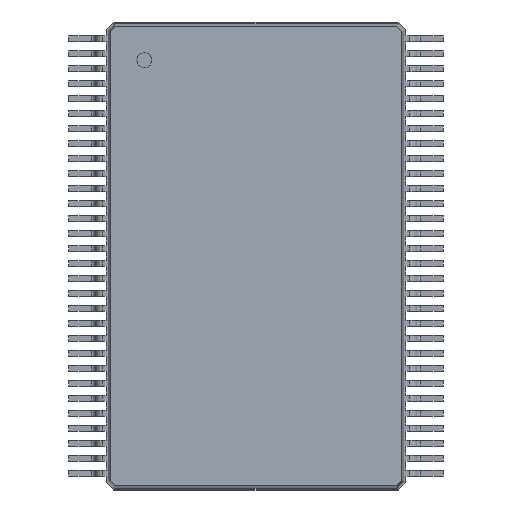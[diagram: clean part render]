
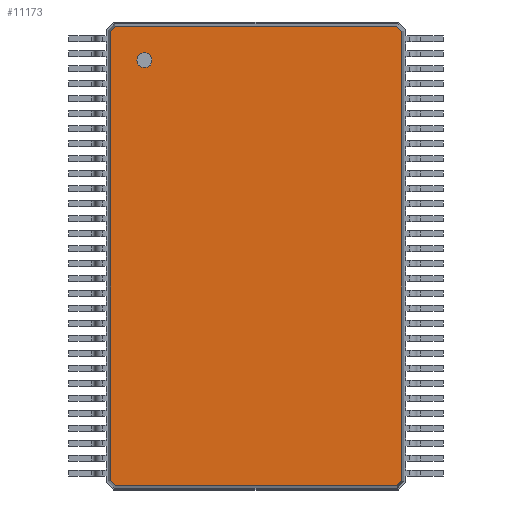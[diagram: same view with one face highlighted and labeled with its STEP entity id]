
A CAD part, top view. The second image highlights one B-rep face of the part: STEP entity #11173.
In plain terms, the highlighted planar face has unit normal (0, 0, 1).
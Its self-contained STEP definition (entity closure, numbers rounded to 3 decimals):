
#3428 = VERTEX_POINT('',#3429);
#3429 = CARTESIAN_POINT('',(3.879,-5.989,1.2));
#3434 = EDGE_CURVE('',#3435,#3428,#3437,.T.);
#3435 = VERTEX_POINT('',#3436);
#3436 = CARTESIAN_POINT('',(3.879,5.989,1.2));
#3437 = LINE('',#3438,#3439);
#3438 = CARTESIAN_POINT('',(3.879,5.989,1.2));
#3439 = VECTOR('',#3440,1.);
#3440 = DIRECTION('',(0.,-1.,0.));
#11156 = VERTEX_POINT('',#11157);
#11157 = CARTESIAN_POINT('',(3.739,-6.129,1.2));
#11162 = EDGE_CURVE('',#3428,#11156,#11163,.T.);
#11163 = LINE('',#11164,#11165);
#11164 = CARTESIAN_POINT('',(3.879,-5.989,1.2));
#11165 = VECTOR('',#11166,1.);
#11166 = DIRECTION('',(-0.707,-0.707,0.));
#11173 = ADVANCED_FACE('',(#11174,#11224),#11235,.F.);
#11174 = FACE_BOUND('',#11175,.F.);
#11175 = EDGE_LOOP('',(#11176,#11186,#11192,#11193,#11194,#11202,#11210,
#11218));
#11176 = ORIENTED_EDGE('',*,*,#11177,.T.);
#11177 = EDGE_CURVE('',#11178,#11180,#11182,.T.);
#11178 = VERTEX_POINT('',#11179);
#11179 = CARTESIAN_POINT('',(-3.739,6.129,1.2));
#11180 = VERTEX_POINT('',#11181);
#11181 = CARTESIAN_POINT('',(3.739,6.129,1.2));
#11182 = LINE('',#11183,#11184);
#11183 = CARTESIAN_POINT('',(-3.739,6.129,1.2));
#11184 = VECTOR('',#11185,1.);
#11185 = DIRECTION('',(1.,0.,0.));
#11186 = ORIENTED_EDGE('',*,*,#11187,.T.);
#11187 = EDGE_CURVE('',#11180,#3435,#11188,.T.);
#11188 = LINE('',#11189,#11190);
#11189 = CARTESIAN_POINT('',(3.739,6.129,1.2));
#11190 = VECTOR('',#11191,1.);
#11191 = DIRECTION('',(0.707,-0.707,0.));
#11192 = ORIENTED_EDGE('',*,*,#3434,.T.);
#11193 = ORIENTED_EDGE('',*,*,#11162,.T.);
#11194 = ORIENTED_EDGE('',*,*,#11195,.T.);
#11195 = EDGE_CURVE('',#11156,#11196,#11198,.T.);
#11196 = VERTEX_POINT('',#11197);
#11197 = CARTESIAN_POINT('',(-3.739,-6.129,1.2));
#11198 = LINE('',#11199,#11200);
#11199 = CARTESIAN_POINT('',(3.739,-6.129,1.2));
#11200 = VECTOR('',#11201,1.);
#11201 = DIRECTION('',(-1.,0.,0.));
#11202 = ORIENTED_EDGE('',*,*,#11203,.T.);
#11203 = EDGE_CURVE('',#11196,#11204,#11206,.T.);
#11204 = VERTEX_POINT('',#11205);
#11205 = CARTESIAN_POINT('',(-3.879,-5.989,1.2));
#11206 = LINE('',#11207,#11208);
#11207 = CARTESIAN_POINT('',(-3.739,-6.129,1.2));
#11208 = VECTOR('',#11209,1.);
#11209 = DIRECTION('',(-0.707,0.707,0.));
#11210 = ORIENTED_EDGE('',*,*,#11211,.T.);
#11211 = EDGE_CURVE('',#11204,#11212,#11214,.T.);
#11212 = VERTEX_POINT('',#11213);
#11213 = CARTESIAN_POINT('',(-3.879,5.989,1.2));
#11214 = LINE('',#11215,#11216);
#11215 = CARTESIAN_POINT('',(-3.879,-5.989,1.2));
#11216 = VECTOR('',#11217,1.);
#11217 = DIRECTION('',(0.,1.,0.));
#11218 = ORIENTED_EDGE('',*,*,#11219,.T.);
#11219 = EDGE_CURVE('',#11212,#11178,#11220,.T.);
#11220 = LINE('',#11221,#11222);
#11221 = CARTESIAN_POINT('',(-3.879,5.989,1.2));
#11222 = VECTOR('',#11223,1.);
#11223 = DIRECTION('',(0.707,0.707,0.));
#11224 = FACE_BOUND('',#11225,.F.);
#11225 = EDGE_LOOP('',(#11226));
#11226 = ORIENTED_EDGE('',*,*,#11227,.T.);
#11227 = EDGE_CURVE('',#11228,#11228,#11230,.T.);
#11228 = VERTEX_POINT('',#11229);
#11229 = CARTESIAN_POINT('',(-2.979,5.029,1.2));
#11230 = CIRCLE('',#11231,0.2);
#11231 = AXIS2_PLACEMENT_3D('',#11232,#11233,#11234);
#11232 = CARTESIAN_POINT('',(-2.979,5.229,1.2));
#11233 = DIRECTION('',(0.,0.,1.));
#11234 = DIRECTION('',(0.,-1.,0.));
#11235 = PLANE('',#11236);
#11236 = AXIS2_PLACEMENT_3D('',#11237,#11238,#11239);
#11237 = CARTESIAN_POINT('',(-3.739,6.129,1.2));
#11238 = DIRECTION('',(0.,-0.,-1.));
#11239 = DIRECTION('',(0.521,-0.854,0.));
